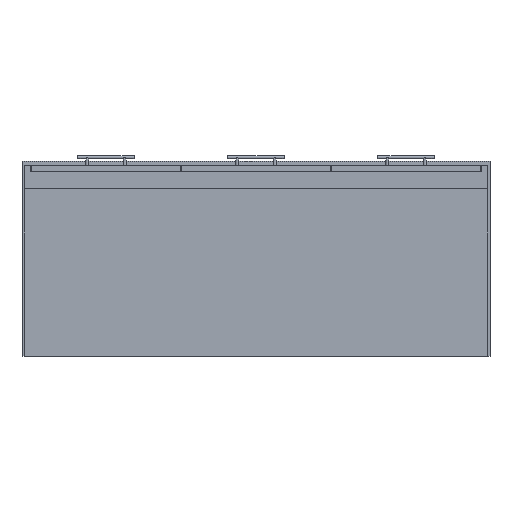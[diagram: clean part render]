
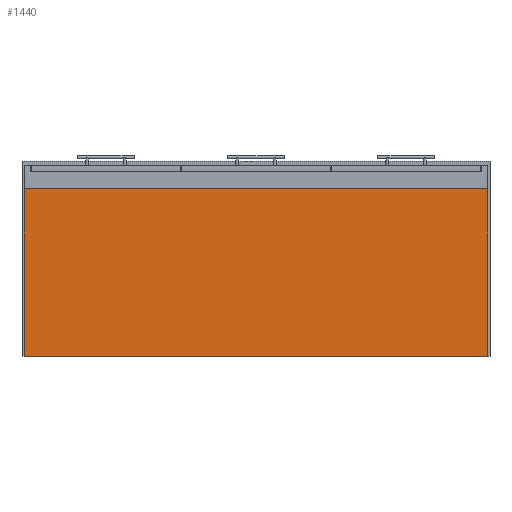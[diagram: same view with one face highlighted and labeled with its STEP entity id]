
A CAD part, front view. The second image highlights one B-rep face of the part: STEP entity #1440.
In plain terms, the highlighted planar face has unit normal (0, -1, 0).
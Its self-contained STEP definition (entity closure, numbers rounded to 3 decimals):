
#24 = CARTESIAN_POINT ( 'NONE',  ( 594., -490., 0. ) ) ;
#79 = EDGE_CURVE ( 'NONE', #272, #2349, #1793, .T. ) ;
#161 = ORIENTED_EDGE ( 'NONE', *, *, #660, .T. ) ;
#162 = EDGE_CURVE ( 'NONE', #408, #1550, #1939, .T. ) ;
#189 = EDGE_LOOP ( 'NONE', ( #1265, #161, #1848, #1278 ) ) ;
#272 = VERTEX_POINT ( 'NONE', #2142 ) ;
#277 = LINE ( 'NONE', #306, #2445 ) ;
#306 = CARTESIAN_POINT ( 'NONE',  ( 594., -490., 0. ) ) ;
#408 = VERTEX_POINT ( 'NONE', #24 ) ;
#429 = DIRECTION ( 'NONE',  ( 1., 0., 0. ) ) ;
#500 = CARTESIAN_POINT ( 'NONE',  ( -594., -490., 0. ) ) ;
#580 = CARTESIAN_POINT ( 'NONE',  ( -594., -490., 429. ) ) ;
#660 = EDGE_CURVE ( 'NONE', #408, #272, #277, .T. ) ;
#698 = CARTESIAN_POINT ( 'NONE',  ( -594., -490., 0. ) ) ;
#753 = CARTESIAN_POINT ( 'NONE',  ( 1048.468, -490., 429. ) ) ;
#848 = VECTOR ( 'NONE', #2051, 1000. ) ;
#968 = CARTESIAN_POINT ( 'NONE',  ( 1048.468, -490., 0. ) ) ;
#1045 = DIRECTION ( 'NONE',  ( 0., -1., 0. ) ) ;
#1136 = DIRECTION ( 'NONE',  ( 0., 0., 1. ) ) ;
#1265 = ORIENTED_EDGE ( 'NONE', *, *, #162, .F. ) ;
#1278 = ORIENTED_EDGE ( 'NONE', *, *, #2163, .F. ) ;
#1440 = ADVANCED_FACE ( 'NONE', ( #1475 ), #1509, .T. ) ;
#1475 = FACE_OUTER_BOUND ( 'NONE', #189, .T. ) ;
#1479 = CARTESIAN_POINT ( 'NONE',  ( 1048.468, -490., 0. ) ) ;
#1509 = PLANE ( 'NONE',  #1569 ) ;
#1550 = VERTEX_POINT ( 'NONE', #698 ) ;
#1569 = AXIS2_PLACEMENT_3D ( 'NONE', #1479, #1045, #429 ) ;
#1593 = DIRECTION ( 'NONE',  ( 0., 0., 1. ) ) ;
#1652 = VECTOR ( 'NONE', #1136, 1000. ) ;
#1793 = LINE ( 'NONE', #753, #848 ) ;
#1848 = ORIENTED_EDGE ( 'NONE', *, *, #79, .T. ) ;
#1939 = LINE ( 'NONE', #968, #2557 ) ;
#2051 = DIRECTION ( 'NONE',  ( -1., 0., 0. ) ) ;
#2142 = CARTESIAN_POINT ( 'NONE',  ( 594., -490., 429. ) ) ;
#2163 = EDGE_CURVE ( 'NONE', #1550, #2349, #2655, .T. ) ;
#2349 = VERTEX_POINT ( 'NONE', #580 ) ;
#2445 = VECTOR ( 'NONE', #1593, 1000. ) ;
#2557 = VECTOR ( 'NONE', #2576, 1000. ) ;
#2576 = DIRECTION ( 'NONE',  ( -1., 0., 0. ) ) ;
#2655 = LINE ( 'NONE', #500, #1652 ) ;
